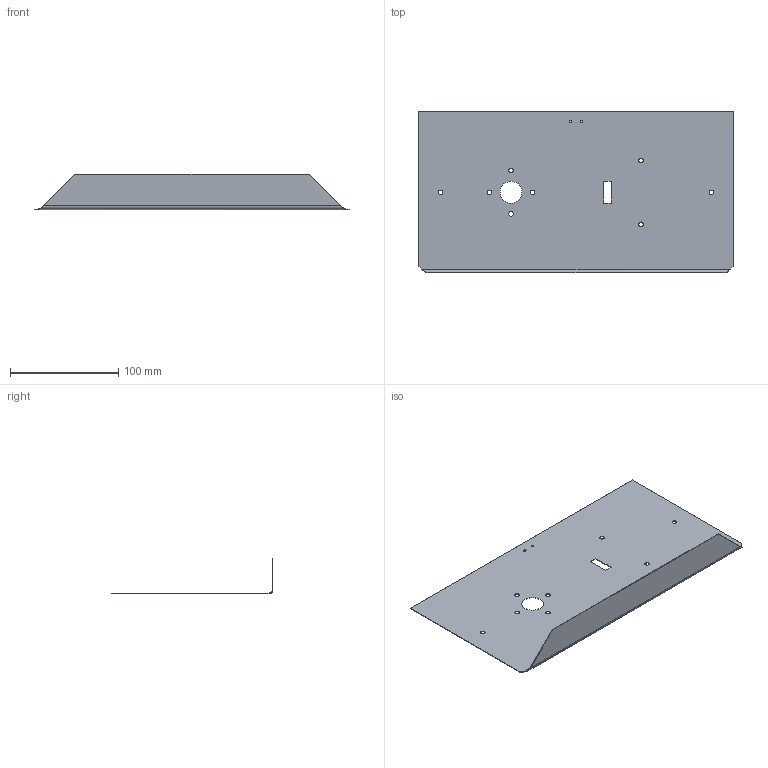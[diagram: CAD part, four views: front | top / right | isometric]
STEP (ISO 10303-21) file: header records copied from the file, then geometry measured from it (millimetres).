
FILE_DESCRIPTION (( 'STEP AP214' ), '1' );
FILE_NAME ('Sheet metal shorter side.STEP', '2020-04-13T12:36:46', ( '' ), ( '' ), 'SwSTEP 2.0', 'SolidWorks 2019', '' );
FILE_SCHEMA (( 'AUTOMOTIVE_DESIGN' ));
Length unit declared in the file: millimetre
Products named in the file (1): Sheet metal shorter side
Bounding box: 290 x 149.47 x 32.47 mm (x, y, z)
Volume: 26692.4 mm3; surface area: 101139.3 mm2
Topology: 1 solids, 1 shells, 42 faces, 112 edges, 72 vertices
Faces by surface type: cylinder 24, plane 16, bspline 2
Entity records: 1458 total; most frequent: CARTESIAN_POINT 309, DIRECTION 230, ORIENTED_EDGE 224, EDGE_CURVE 112, AXIS2_PLACEMENT_3D 85, VERTEX_POINT 72, EDGE_LOOP 66, VECTOR 60
